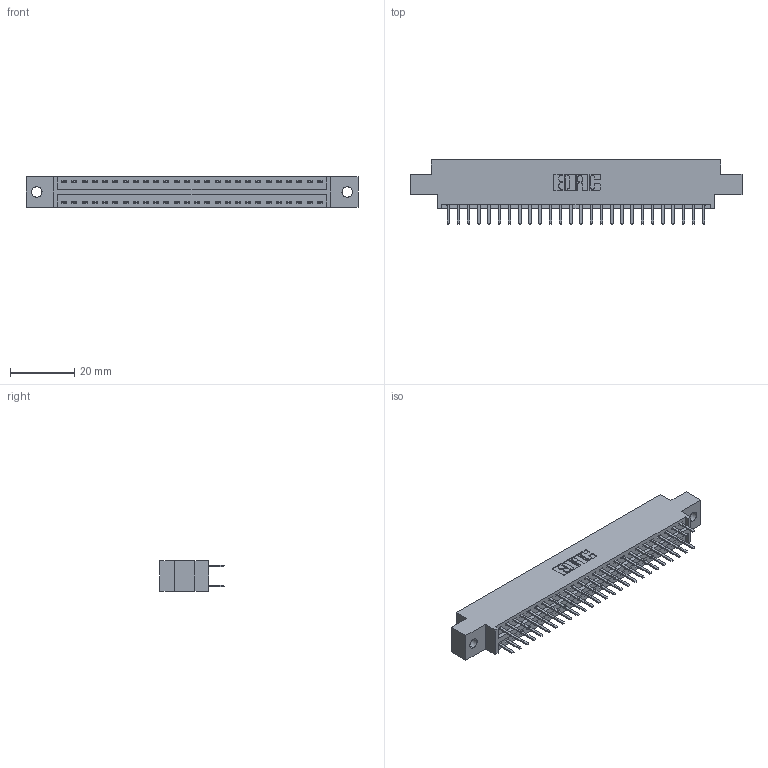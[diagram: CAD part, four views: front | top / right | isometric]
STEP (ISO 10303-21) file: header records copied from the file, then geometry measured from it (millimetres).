
FILE_DESCRIPTION (( 'STEP AP203' ), '1' );
FILE_NAME ('346-052-520-802.STEP', '2022-05-21T00:37:00', ( '' ), ( '' ), 'SwSTEP 2.0', 'SolidWorks 2020', '' );
FILE_SCHEMA (( 'CONFIG_CONTROL_DESIGN' ));
Length unit declared in the file: inch
Products named in the file (3): 346-052-520-802; 345-292-001_345-293-120; 346 Part_0.170 Offset - 0.128 Dia
Assembly tree (53 placements, depth 2):
  346-052-520-802
    346 Part_0.170 Offset - 0.128 Dia
    345-292-001_345-293-120  x52
Bounding box: 103.12 x 20.02 x 9.4 mm (x, y, z)
Volume: 9717.4 mm3; surface area: 12962.6 mm2
Topology: 53 solids, 53 shells, 3038 faces, 8817 edges, 5738 vertices
Faces by surface type: plane 2004, cylinder 1034
Entity records: 19371 total; most frequent: CARTESIAN_POINT 3228, ORIENTED_EDGE 3150, DIRECTION 2883, EDGE_CURVE 1575, LINE 1335, VECTOR 1335, VERTEX_POINT 1046, AXIS2_PLACEMENT_3D 774
